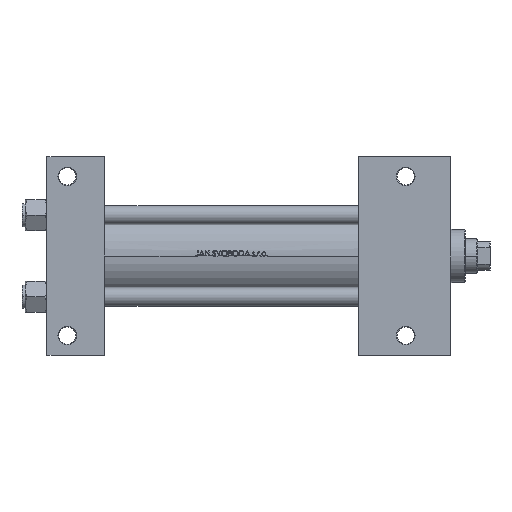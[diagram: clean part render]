
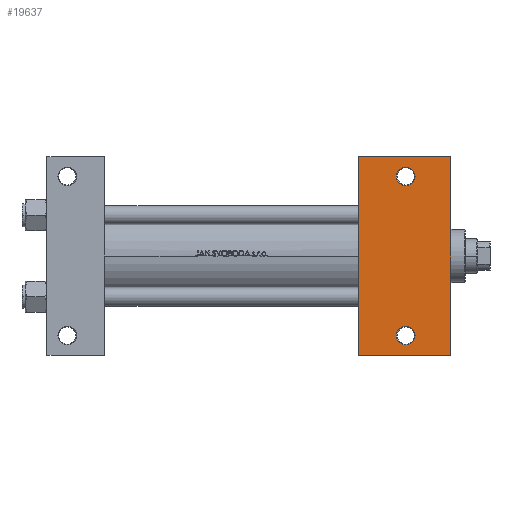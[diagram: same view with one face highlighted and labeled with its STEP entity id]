
A CAD part, front view. The second image highlights one B-rep face of the part: STEP entity #19637.
In plain terms, the highlighted face is planar.
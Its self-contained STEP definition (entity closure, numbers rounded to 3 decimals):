
#731 = CARTESIAN_POINT ( 'NONE',  ( 200., -63.5, -37.5 ) ) ;
#931 = AXIS2_PLACEMENT_3D ( 'NONE', #20549, #17173, #2264 ) ;
#1279 = DIRECTION ( 'NONE',  ( 0., 0., 1. ) ) ;
#1601 = ORIENTED_EDGE ( 'NONE', *, *, #24931, .T. ) ;
#2012 = FACE_BOUND ( 'NONE', #10785, .T. ) ;
#2264 = DIRECTION ( 'NONE',  ( -1., 0., 0. ) ) ;
#2928 = DIRECTION ( 'NONE',  ( -1., 0., 0. ) ) ;
#2960 = EDGE_CURVE ( 'NONE', #22829, #6695, #24930, .T. ) ;
#3448 = ORIENTED_EDGE ( 'NONE', *, *, #6199, .T. ) ;
#3505 = VERTEX_POINT ( 'NONE', #10822 ) ;
#6172 = CARTESIAN_POINT ( 'NONE',  ( 259., 63.5, -37.5 ) ) ;
#6199 = EDGE_CURVE ( 'NONE', #19791, #9570, #38834, .T. ) ;
#6695 = VERTEX_POINT ( 'NONE', #29499 ) ;
#7002 = CARTESIAN_POINT ( 'NONE',  ( 200., 63.5, -37.5 ) ) ;
#7769 = DIRECTION ( 'NONE',  ( 1., 0., 0. ) ) ;
#7835 = CARTESIAN_POINT ( 'NONE',  ( 236., 51., -37.5 ) ) ;
#9214 = LINE ( 'NONE', #20760, #16015 ) ;
#9570 = VERTEX_POINT ( 'NONE', #31544 ) ;
#10309 = AXIS2_PLACEMENT_3D ( 'NONE', #27502, #1279, #16198 ) ;
#10785 = EDGE_LOOP ( 'NONE', ( #17042, #38159 ) ) ;
#10822 = CARTESIAN_POINT ( 'NONE',  ( 259., -63.5, -37.5 ) ) ;
#11229 = DIRECTION ( 'NONE',  ( -1., 0., 0. ) ) ;
#12290 = DIRECTION ( 'NONE',  ( 0., 0., 1. ) ) ;
#12581 = DIRECTION ( 'NONE',  ( -1., 0., 0. ) ) ;
#12614 = FACE_BOUND ( 'NONE', #24828, .T. ) ;
#14462 = EDGE_CURVE ( 'NONE', #14732, #38405, #23632, .T. ) ;
#14732 = VERTEX_POINT ( 'NONE', #7002 ) ;
#14790 = VECTOR ( 'NONE', #7769, 1000. ) ;
#15053 = AXIS2_PLACEMENT_3D ( 'NONE', #33936, #12290, #46155 ) ;
#15075 = DIRECTION ( 'NONE',  ( 0., 0., 1. ) ) ;
#15119 = VERTEX_POINT ( 'NONE', #6172 ) ;
#15403 = EDGE_LOOP ( 'NONE', ( #33796, #43011, #28101, #30423 ) ) ;
#16015 = VECTOR ( 'NONE', #32055, 1000. ) ;
#16198 = DIRECTION ( 'NONE',  ( -1., 0., 0. ) ) ;
#16202 = EDGE_CURVE ( 'NONE', #15119, #3505, #9214, .T. ) ;
#16634 = CARTESIAN_POINT ( 'NONE',  ( 200., 37.5, -37.5 ) ) ;
#17042 = ORIENTED_EDGE ( 'NONE', *, *, #24430, .T. ) ;
#17173 = DIRECTION ( 'NONE',  ( 0., 0., -1. ) ) ;
#18282 = VECTOR ( 'NONE', #38288, 1000. ) ;
#19637 = ADVANCED_FACE ( 'NONE', ( #2012, #12614, #41946 ), #23929, .T. ) ;
#19791 = VERTEX_POINT ( 'NONE', #21734 ) ;
#19893 = EDGE_CURVE ( 'NONE', #14732, #15119, #40722, .T. ) ;
#20549 = CARTESIAN_POINT ( 'NONE',  ( 259., 37.5, -37.5 ) ) ;
#20760 = CARTESIAN_POINT ( 'NONE',  ( 259., 37.5, -37.5 ) ) ;
#21734 = CARTESIAN_POINT ( 'NONE',  ( 224., -51., -37.5 ) ) ;
#22567 = CIRCLE ( 'NONE', #42519, 6. ) ;
#22829 = VERTEX_POINT ( 'NONE', #7835 ) ;
#23165 = CARTESIAN_POINT ( 'NONE',  ( 200., 63.5, -37.5 ) ) ;
#23632 = LINE ( 'NONE', #16634, #18282 ) ;
#23929 = PLANE ( 'NONE',  #931 ) ;
#24430 = EDGE_CURVE ( 'NONE', #6695, #22829, #22567, .T. ) ;
#24828 = EDGE_LOOP ( 'NONE', ( #3448, #1601 ) ) ;
#24930 = CIRCLE ( 'NONE', #10309, 6. ) ;
#24931 = EDGE_CURVE ( 'NONE', #9570, #19791, #33243, .T. ) ;
#27501 = CARTESIAN_POINT ( 'NONE',  ( 230., 51., -37.5 ) ) ;
#27502 = CARTESIAN_POINT ( 'NONE',  ( 230., 51., -37.5 ) ) ;
#28101 = ORIENTED_EDGE ( 'NONE', *, *, #16202, .T. ) ;
#28205 = EDGE_CURVE ( 'NONE', #3505, #38405, #47157, .T. ) ;
#29499 = CARTESIAN_POINT ( 'NONE',  ( 224., 51., -37.5 ) ) ;
#30206 = CARTESIAN_POINT ( 'NONE',  ( 230., -51., -37.5 ) ) ;
#30279 = VECTOR ( 'NONE', #2928, 1000. ) ;
#30423 = ORIENTED_EDGE ( 'NONE', *, *, #28205, .T. ) ;
#31544 = CARTESIAN_POINT ( 'NONE',  ( 236., -51., -37.5 ) ) ;
#32055 = DIRECTION ( 'NONE',  ( 0., -1., 0. ) ) ;
#33243 = CIRCLE ( 'NONE', #47056, 6. ) ;
#33796 = ORIENTED_EDGE ( 'NONE', *, *, #14462, .F. ) ;
#33936 = CARTESIAN_POINT ( 'NONE',  ( 230., -51., -37.5 ) ) ;
#35886 = CARTESIAN_POINT ( 'NONE',  ( 200., -63.5, -37.5 ) ) ;
#38077 = DIRECTION ( 'NONE',  ( 0., 0., 1. ) ) ;
#38159 = ORIENTED_EDGE ( 'NONE', *, *, #2960, .T. ) ;
#38288 = DIRECTION ( 'NONE',  ( 0., -1., 0. ) ) ;
#38405 = VERTEX_POINT ( 'NONE', #731 ) ;
#38834 = CIRCLE ( 'NONE', #15053, 6. ) ;
#40722 = LINE ( 'NONE', #23165, #14790 ) ;
#41946 = FACE_OUTER_BOUND ( 'NONE', #15403, .T. ) ;
#42519 = AXIS2_PLACEMENT_3D ( 'NONE', #27501, #38077, #12581 ) ;
#43011 = ORIENTED_EDGE ( 'NONE', *, *, #19893, .T. ) ;
#46155 = DIRECTION ( 'NONE',  ( -1., 0., 0. ) ) ;
#47056 = AXIS2_PLACEMENT_3D ( 'NONE', #30206, #15075, #11229 ) ;
#47157 = LINE ( 'NONE', #35886, #30279 ) ;
